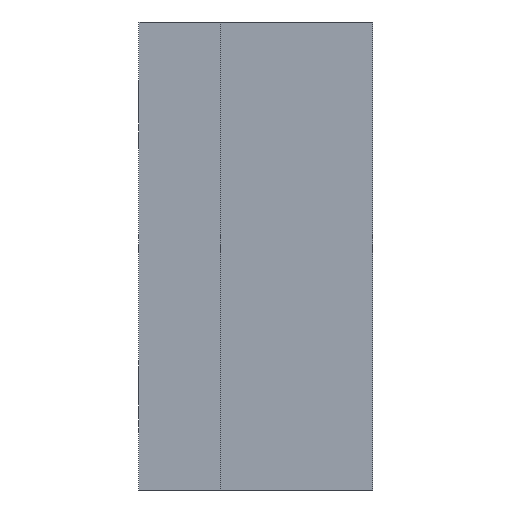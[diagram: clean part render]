
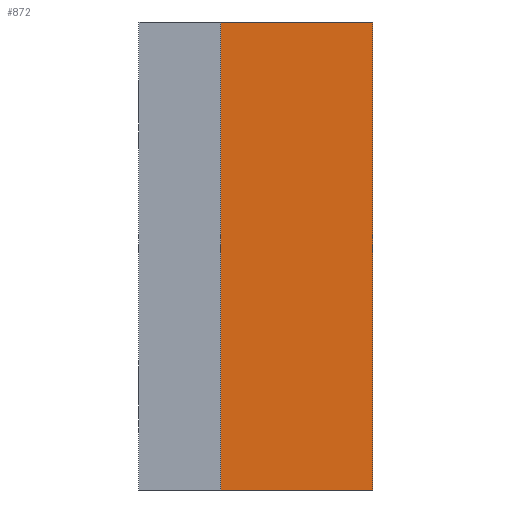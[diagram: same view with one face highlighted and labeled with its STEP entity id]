
A CAD part, front view. The second image highlights one B-rep face of the part: STEP entity #872.
In plain terms, the highlighted planar face has unit normal (0, -1, 0).
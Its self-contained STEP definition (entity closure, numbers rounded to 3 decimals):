
#180 = CARTESIAN_POINT ( 'NONE',  ( 20., 36.5, 20. ) ) ;
#182 = LINE ( 'NONE', #220, #219 ) ;
#188 = CARTESIAN_POINT ( 'NONE',  ( 20., 36.5, -20. ) ) ;
#189 = VECTOR ( 'NONE', #260, 1000. ) ;
#207 = DIRECTION ( 'NONE',  ( 1., 0., 0. ) ) ;
#208 = VECTOR ( 'NONE', #207, 1000. ) ;
#209 = CARTESIAN_POINT ( 'NONE',  ( 7., 36.5, 20. ) ) ;
#210 = LINE ( 'NONE', #209, #208 ) ;
#212 = DIRECTION ( 'NONE',  ( 0., 0., -1. ) ) ;
#213 = VECTOR ( 'NONE', #212, 1000. ) ;
#218 = DIRECTION ( 'NONE',  ( 0., 0., -1. ) ) ;
#219 = VECTOR ( 'NONE', #218, 1000. ) ;
#220 = CARTESIAN_POINT ( 'NONE',  ( 20., 36.5, 20. ) ) ;
#231 = CARTESIAN_POINT ( 'NONE',  ( 7., 36.5, 20. ) ) ;
#232 = LINE ( 'NONE', #231, #213 ) ;
#253 = CARTESIAN_POINT ( 'NONE',  ( 7., 36.5, -20. ) ) ;
#254 = CARTESIAN_POINT ( 'NONE',  ( 7., 36.5, 20. ) ) ;
#255 = FACE_OUTER_BOUND ( 'NONE', #713, .T. ) ;
#260 = DIRECTION ( 'NONE',  ( 1., 0., 0. ) ) ;
#261 = CARTESIAN_POINT ( 'NONE',  ( 7., 36.5, -20. ) ) ;
#267 = DIRECTION ( 'NONE',  ( 0., 0., 1. ) ) ;
#268 = DIRECTION ( 'NONE',  ( 0., 1., 0. ) ) ;
#269 = CARTESIAN_POINT ( 'NONE',  ( 7., 36.5, 20. ) ) ;
#270 = AXIS2_PLACEMENT_3D ( 'NONE', #269, #268, #267 ) ;
#271 = PLANE ( 'NONE',  #270 ) ;
#277 = LINE ( 'NONE', #261, #189 ) ;
#701 = ORIENTED_EDGE ( 'NONE', *, *, #859, .T. ) ;
#713 = EDGE_LOOP ( 'NONE', ( #874, #873, #871, #701 ) ) ;
#854 = VERTEX_POINT ( 'NONE', #254 ) ;
#855 = VERTEX_POINT ( 'NONE', #253 ) ;
#857 = EDGE_CURVE ( 'NONE', #855, #868, #277, .T. ) ;
#859 = EDGE_CURVE ( 'NONE', #854, #855, #232, .T. ) ;
#860 = EDGE_CURVE ( 'NONE', #854, #870, #210, .T. ) ;
#868 = VERTEX_POINT ( 'NONE', #188 ) ;
#870 = VERTEX_POINT ( 'NONE', #180 ) ;
#871 = ORIENTED_EDGE ( 'NONE', *, *, #860, .F. ) ;
#872 = ADVANCED_FACE ( 'NONE', ( #255 ), #271, .F. ) ;
#873 = ORIENTED_EDGE ( 'NONE', *, *, #875, .F. ) ;
#874 = ORIENTED_EDGE ( 'NONE', *, *, #857, .T. ) ;
#875 = EDGE_CURVE ( 'NONE', #870, #868, #182, .T. ) ;
